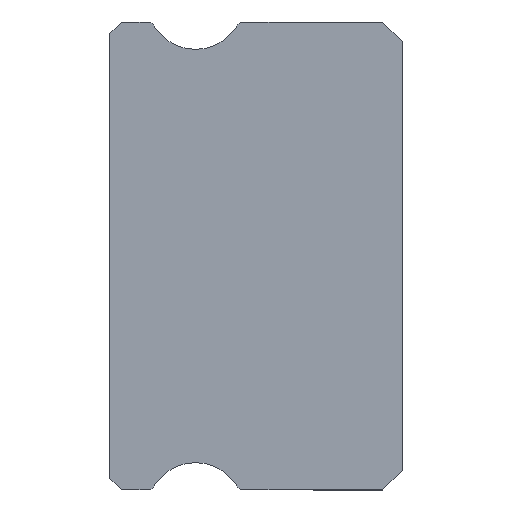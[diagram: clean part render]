
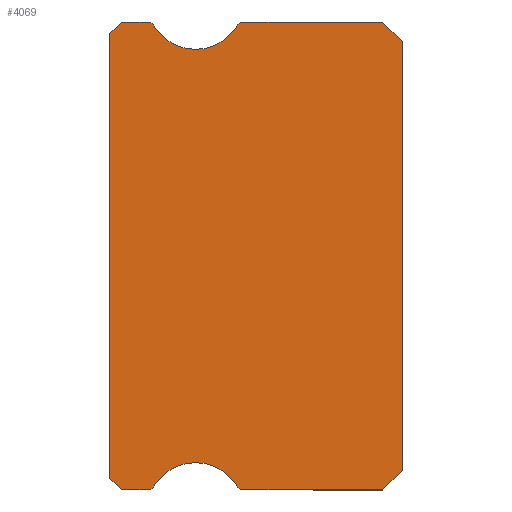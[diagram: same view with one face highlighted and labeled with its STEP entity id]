
A CAD part, left-side view. The second image highlights one B-rep face of the part: STEP entity #4069.
In plain terms, the highlighted planar face has unit normal (-1, 0, 0).
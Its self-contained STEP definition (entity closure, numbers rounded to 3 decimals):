
#3 = DIRECTION ( 'NONE',  ( 0., 0., -1. ) ) ;
#55 = CIRCLE ( 'NONE', #502, 0.15 ) ;
#68 = CARTESIAN_POINT ( 'NONE',  ( -7.5, 7.2, -6. ) ) ;
#70 = CARTESIAN_POINT ( 'NONE',  ( -7.5, 5.3, 6.55 ) ) ;
#91 = DIRECTION ( 'NONE',  ( -1., 0., 0. ) ) ;
#114 = DIRECTION ( 'NONE',  ( -1., 0., 0. ) ) ;
#132 = AXIS2_PLACEMENT_3D ( 'NONE', #2322, #1323, #308 ) ;
#140 = AXIS2_PLACEMENT_3D ( 'NONE', #70, #114, #3119 ) ;
#145 = CIRCLE ( 'NONE', #2761, 1.25 ) ;
#151 = AXIS2_PLACEMENT_3D ( 'NONE', #394, #1704, #2443 ) ;
#162 = ORIENTED_EDGE ( 'NONE', *, *, #4371, .T. ) ;
#201 = CARTESIAN_POINT ( 'NONE',  ( -7.5, 4.217, 5.925 ) ) ;
#215 = EDGE_CURVE ( 'NONE', #3955, #2011, #3189, .T. ) ;
#265 = VERTEX_POINT ( 'NONE', #2804 ) ;
#284 = CARTESIAN_POINT ( 'NONE',  ( -7.5, 0.5, 6. ) ) ;
#295 = CARTESIAN_POINT ( 'NONE',  ( -7.5, 7.5, 5.7 ) ) ;
#303 = LINE ( 'NONE', #337, #2836 ) ;
#308 = DIRECTION ( 'NONE',  ( 0., 0., -1. ) ) ;
#335 = CARTESIAN_POINT ( 'NONE',  ( -7.5, 6.512, 5.85 ) ) ;
#337 = CARTESIAN_POINT ( 'NONE',  ( -7.5, 6.512, -6. ) ) ;
#394 = CARTESIAN_POINT ( 'NONE',  ( -7.5, 4.088, -5.85 ) ) ;
#453 = EDGE_LOOP ( 'NONE', ( #4109, #4031, #4168, #1380, #1139, #3692, #471, #1078, #3204, #1819, #1383, #781, #2539, #2737, #4025, #2177, #162 ) ) ;
#471 = ORIENTED_EDGE ( 'NONE', *, *, #4100, .F. ) ;
#502 = AXIS2_PLACEMENT_3D ( 'NONE', #335, #3037, #3 ) ;
#503 = VECTOR ( 'NONE', #3146, 1000. ) ;
#510 = CARTESIAN_POINT ( 'NONE',  ( -7.5, 6.512, -6. ) ) ;
#525 = EDGE_CURVE ( 'NONE', #1712, #3147, #3725, .T. ) ;
#540 = EDGE_CURVE ( 'NONE', #2362, #3379, #145, .T. ) ;
#552 = DIRECTION ( 'NONE',  ( 0., 0., 1. ) ) ;
#553 = CARTESIAN_POINT ( 'NONE',  ( -7.5, 0., 5.5 ) ) ;
#591 = DIRECTION ( 'NONE',  ( 0., -0.707, -0.707 ) ) ;
#629 = CARTESIAN_POINT ( 'NONE',  ( -7.5, 6.512, -5.85 ) ) ;
#640 = CIRCLE ( 'NONE', #1544, 1.25 ) ;
#669 = VERTEX_POINT ( 'NONE', #822 ) ;
#680 = DIRECTION ( 'NONE',  ( 0., -1., 0. ) ) ;
#701 = EDGE_CURVE ( 'NONE', #3499, #3147, #3811, .T. ) ;
#764 = CARTESIAN_POINT ( 'NONE',  ( -7.5, 7.5, -5.7 ) ) ;
#781 = ORIENTED_EDGE ( 'NONE', *, *, #2004, .F. ) ;
#822 = CARTESIAN_POINT ( 'NONE',  ( -7.5, 6.512, -6. ) ) ;
#908 = LINE ( 'NONE', #3975, #3021 ) ;
#909 = VERTEX_POINT ( 'NONE', #4126 ) ;
#922 = VECTOR ( 'NONE', #3852, 1000. ) ;
#979 = DIRECTION ( 'NONE',  ( 1., 0., 0. ) ) ;
#1023 = VERTEX_POINT ( 'NONE', #3841 ) ;
#1067 = DIRECTION ( 'NONE',  ( 0., 0., -1. ) ) ;
#1078 = ORIENTED_EDGE ( 'NONE', *, *, #215, .F. ) ;
#1084 = CARTESIAN_POINT ( 'NONE',  ( -7.5, 0., -5.5 ) ) ;
#1139 = ORIENTED_EDGE ( 'NONE', *, *, #2096, .F. ) ;
#1140 = DIRECTION ( 'NONE',  ( 0., 0., -1. ) ) ;
#1310 = CARTESIAN_POINT ( 'NONE',  ( -7.5, 0.5, -6. ) ) ;
#1323 = DIRECTION ( 'NONE',  ( 1., 0., 0. ) ) ;
#1355 = DIRECTION ( 'NONE',  ( 0., 0., -1. ) ) ;
#1361 = DIRECTION ( 'NONE',  ( 0., -0.707, -0.707 ) ) ;
#1362 = CARTESIAN_POINT ( 'NONE',  ( -7.5, 5.3, -6.55 ) ) ;
#1380 = ORIENTED_EDGE ( 'NONE', *, *, #3594, .T. ) ;
#1383 = ORIENTED_EDGE ( 'NONE', *, *, #525, .F. ) ;
#1526 = LINE ( 'NONE', #3246, #3313 ) ;
#1544 = AXIS2_PLACEMENT_3D ( 'NONE', #1362, #91, #1140 ) ;
#1634 = VECTOR ( 'NONE', #1361, 1000. ) ;
#1704 = DIRECTION ( 'NONE',  ( 1., 0., 0. ) ) ;
#1712 = VERTEX_POINT ( 'NONE', #284 ) ;
#1819 = ORIENTED_EDGE ( 'NONE', *, *, #701, .T. ) ;
#1903 = CARTESIAN_POINT ( 'NONE',  ( -7.5, 4.088, -6. ) ) ;
#1935 = LINE ( 'NONE', #2231, #2686 ) ;
#1993 = EDGE_CURVE ( 'NONE', #2318, #2483, #3310, .T. ) ;
#2000 = CARTESIAN_POINT ( 'NONE',  ( -7.5, 5.3, 6.55 ) ) ;
#2004 = EDGE_CURVE ( 'NONE', #909, #1712, #908, .T. ) ;
#2011 = VERTEX_POINT ( 'NONE', #1903 ) ;
#2048 = CIRCLE ( 'NONE', #140, 1.25 ) ;
#2096 = EDGE_CURVE ( 'NONE', #1023, #669, #4362, .T. ) ;
#2168 = CARTESIAN_POINT ( 'NONE',  ( -7.5, 6.512, 6. ) ) ;
#2177 = ORIENTED_EDGE ( 'NONE', *, *, #2543, .F. ) ;
#2231 = CARTESIAN_POINT ( 'NONE',  ( -7.5, 7.5, 5.85 ) ) ;
#2305 = CARTESIAN_POINT ( 'NONE',  ( -7.5, 7.2, 6. ) ) ;
#2318 = VERTEX_POINT ( 'NONE', #3877 ) ;
#2322 = CARTESIAN_POINT ( 'NONE',  ( -7.5, 4.088, 5.85 ) ) ;
#2362 = VERTEX_POINT ( 'NONE', #3238 ) ;
#2388 = EDGE_CURVE ( 'NONE', #3770, #2483, #1935, .T. ) ;
#2443 = DIRECTION ( 'NONE',  ( 0., 0., -1. ) ) ;
#2471 = VECTOR ( 'NONE', #3900, 1000. ) ;
#2483 = VERTEX_POINT ( 'NONE', #3053 ) ;
#2498 = VECTOR ( 'NONE', #3861, 1000. ) ;
#2530 = CARTESIAN_POINT ( 'NONE',  ( -7.5, 0., 5.5 ) ) ;
#2539 = ORIENTED_EDGE ( 'NONE', *, *, #3283, .F. ) ;
#2543 = EDGE_CURVE ( 'NONE', #4195, #2362, #55, .T. ) ;
#2553 = EDGE_CURVE ( 'NONE', #265, #1023, #640, .T. ) ;
#2628 = VERTEX_POINT ( 'NONE', #68 ) ;
#2682 = FACE_OUTER_BOUND ( 'NONE', #453, .T. ) ;
#2685 = LINE ( 'NONE', #1084, #503 ) ;
#2686 = VECTOR ( 'NONE', #552, 1000. ) ;
#2711 = DIRECTION ( 'NONE',  ( -1., 0., 0. ) ) ;
#2737 = ORIENTED_EDGE ( 'NONE', *, *, #3740, .F. ) ;
#2761 = AXIS2_PLACEMENT_3D ( 'NONE', #2000, #2711, #1067 ) ;
#2804 = CARTESIAN_POINT ( 'NONE',  ( -7.5, 4.217, -5.925 ) ) ;
#2836 = VECTOR ( 'NONE', #680, 1000. ) ;
#2914 = EDGE_CURVE ( 'NONE', #3499, #3955, #2685, .T. ) ;
#3021 = VECTOR ( 'NONE', #3279, 1000. ) ;
#3037 = DIRECTION ( 'NONE',  ( 1., 0., 0. ) ) ;
#3053 = CARTESIAN_POINT ( 'NONE',  ( -7.5, 7.5, 5.7 ) ) ;
#3064 = PLANE ( 'NONE',  #3240 ) ;
#3119 = DIRECTION ( 'NONE',  ( 0., 0., -1. ) ) ;
#3146 = DIRECTION ( 'NONE',  ( 0., 0.707, -0.707 ) ) ;
#3147 = VERTEX_POINT ( 'NONE', #553 ) ;
#3189 = LINE ( 'NONE', #510, #2498 ) ;
#3192 = CARTESIAN_POINT ( 'NONE',  ( -7.5, 5.3, 5.3 ) ) ;
#3204 = ORIENTED_EDGE ( 'NONE', *, *, #2914, .F. ) ;
#3238 = CARTESIAN_POINT ( 'NONE',  ( -7.5, 6.383, 5.925 ) ) ;
#3240 = AXIS2_PLACEMENT_3D ( 'NONE', #4373, #3676, #1355 ) ;
#3246 = CARTESIAN_POINT ( 'NONE',  ( -7.5, 7.2, -6. ) ) ;
#3279 = DIRECTION ( 'NONE',  ( 0., -1., 0. ) ) ;
#3283 = EDGE_CURVE ( 'NONE', #3905, #909, #4288, .T. ) ;
#3310 = LINE ( 'NONE', #295, #2471 ) ;
#3313 = VECTOR ( 'NONE', #591, 1000. ) ;
#3379 = VERTEX_POINT ( 'NONE', #3192 ) ;
#3499 = VERTEX_POINT ( 'NONE', #4290 ) ;
#3581 = CIRCLE ( 'NONE', #151, 0.15 ) ;
#3594 = EDGE_CURVE ( 'NONE', #2628, #669, #303, .T. ) ;
#3676 = DIRECTION ( 'NONE',  ( 1., 0., 0. ) ) ;
#3692 = ORIENTED_EDGE ( 'NONE', *, *, #2553, .F. ) ;
#3725 = LINE ( 'NONE', #3998, #1634 ) ;
#3740 = EDGE_CURVE ( 'NONE', #3379, #3905, #2048, .T. ) ;
#3770 = VERTEX_POINT ( 'NONE', #764 ) ;
#3811 = LINE ( 'NONE', #2530, #922 ) ;
#3822 = EDGE_CURVE ( 'NONE', #3770, #2628, #1526, .T. ) ;
#3841 = CARTESIAN_POINT ( 'NONE',  ( -7.5, 6.383, -5.925 ) ) ;
#3852 = DIRECTION ( 'NONE',  ( 0., 0., 1. ) ) ;
#3855 = AXIS2_PLACEMENT_3D ( 'NONE', #629, #979, #4060 ) ;
#3861 = DIRECTION ( 'NONE',  ( 0., 1., 0. ) ) ;
#3877 = CARTESIAN_POINT ( 'NONE',  ( -7.5, 7.2, 6. ) ) ;
#3900 = DIRECTION ( 'NONE',  ( 0., 0.707, -0.707 ) ) ;
#3905 = VERTEX_POINT ( 'NONE', #201 ) ;
#3955 = VERTEX_POINT ( 'NONE', #1310 ) ;
#3968 = LINE ( 'NONE', #2305, #4087 ) ;
#3975 = CARTESIAN_POINT ( 'NONE',  ( -7.5, 6.512, 6. ) ) ;
#3998 = CARTESIAN_POINT ( 'NONE',  ( -7.5, 0.5, 6. ) ) ;
#4025 = ORIENTED_EDGE ( 'NONE', *, *, #540, .F. ) ;
#4031 = ORIENTED_EDGE ( 'NONE', *, *, #2388, .F. ) ;
#4060 = DIRECTION ( 'NONE',  ( 0., 0., -1. ) ) ;
#4069 = ADVANCED_FACE ( 'NONE', ( #2682 ), #3064, .F. ) ;
#4087 = VECTOR ( 'NONE', #4273, 1000. ) ;
#4100 = EDGE_CURVE ( 'NONE', #2011, #265, #3581, .T. ) ;
#4109 = ORIENTED_EDGE ( 'NONE', *, *, #1993, .T. ) ;
#4126 = CARTESIAN_POINT ( 'NONE',  ( -7.5, 4.088, 6. ) ) ;
#4168 = ORIENTED_EDGE ( 'NONE', *, *, #3822, .T. ) ;
#4195 = VERTEX_POINT ( 'NONE', #2168 ) ;
#4273 = DIRECTION ( 'NONE',  ( 0., 1., 0. ) ) ;
#4288 = CIRCLE ( 'NONE', #132, 0.15 ) ;
#4290 = CARTESIAN_POINT ( 'NONE',  ( -7.5, 0., -5.5 ) ) ;
#4362 = CIRCLE ( 'NONE', #3855, 0.15 ) ;
#4371 = EDGE_CURVE ( 'NONE', #4195, #2318, #3968, .T. ) ;
#4373 = CARTESIAN_POINT ( 'NONE',  ( -7.5, 6.512, 5.85 ) ) ;
